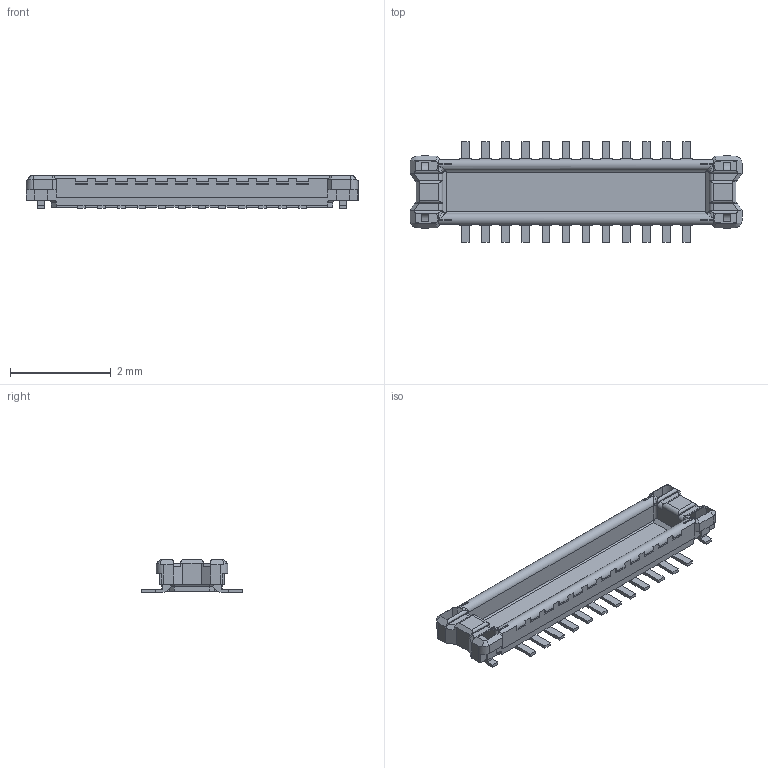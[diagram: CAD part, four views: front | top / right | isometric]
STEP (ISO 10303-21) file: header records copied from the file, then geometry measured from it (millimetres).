
FILE_DESCRIPTION((''),'2;1');
FILE_NAME('AXE624124','2020-10-13T',('admin'),(''),'PRO/ENGINEER BY PARAMETRIC TECHNOLOGY CORPORATION, 2010280','PRO/ENGINEER BY PARAMETRIC TECHNOLOGY CORPORATION, 2010280','');
FILE_SCHEMA(('CONFIG_CONTROL_DESIGN','SHAPE_APPEARANCE_LAYERS_GROUPS'));
Length unit declared in the file: millimetre
Products named in the file (1): AXE624124
Bounding box: 6.6 x 2 x 0.65 mm (x, y, z)
Volume: 2.7 mm3; surface area: 36.6 mm2
Topology: 1 solids, 1 shells, 492 faces, 1370 edges, 884 vertices
Faces by surface type: plane 408, cylinder 72, torus 4, bspline 4, cone 4
Entity records: 20342 total; most frequent: CARTESIAN_POINT 3599, ORIENTED_EDGE 2732, DIRECTION 2446, PRESENTATION_STYLE_ASSIGNMENT 1367, STYLED_ITEM 1367, CURVE_STYLE 1366, EDGE_CURVE 1366, VECTOR 1150
